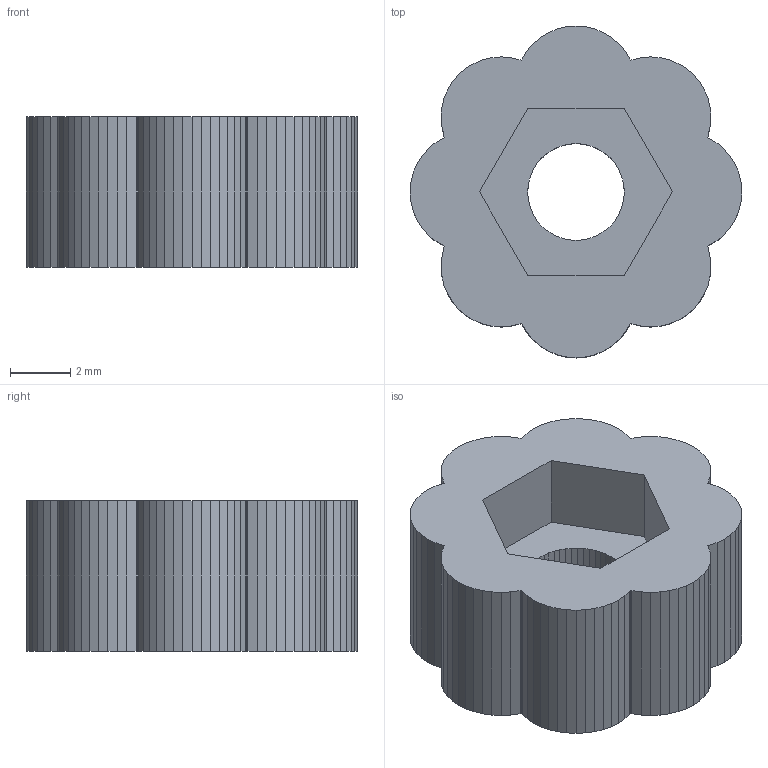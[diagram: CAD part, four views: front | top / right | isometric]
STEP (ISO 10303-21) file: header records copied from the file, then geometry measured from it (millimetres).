
FILE_DESCRIPTION(('FreeCAD Model'),'2;1');
FILE_NAME('extruder-knob-x1.step','2020-02-09T14:55:12',( 'Author'),(''),'Open CASCADE STEP processor 7.3','FreeCAD','Unknown' );
FILE_SCHEMA(('AUTOMOTIVE_DESIGN { 1 0 10303 214 1 1 1 1 }'));
Length unit declared in the file: millimetre
Products named in the file (1): extruder_knob_x1002
Bounding box: 11 x 11 x 5 mm (x, y, z)
Surface area: 410.3 mm2 (no closed solid volume)
Topology: 0 solids, 1 shells, 187 faces, 552 edges, 368 vertices
Faces by surface type: plane 187
Entity records: 13307 total; most frequent: CARTESIAN_POINT 2212, DIRECTION 2032, LINE 1656, VECTOR 1656, ORIENTED_EDGE 1104, PCURVE 1104, DEFINITIONAL_REPRESENTATION 1104, EDGE_CURVE 552
